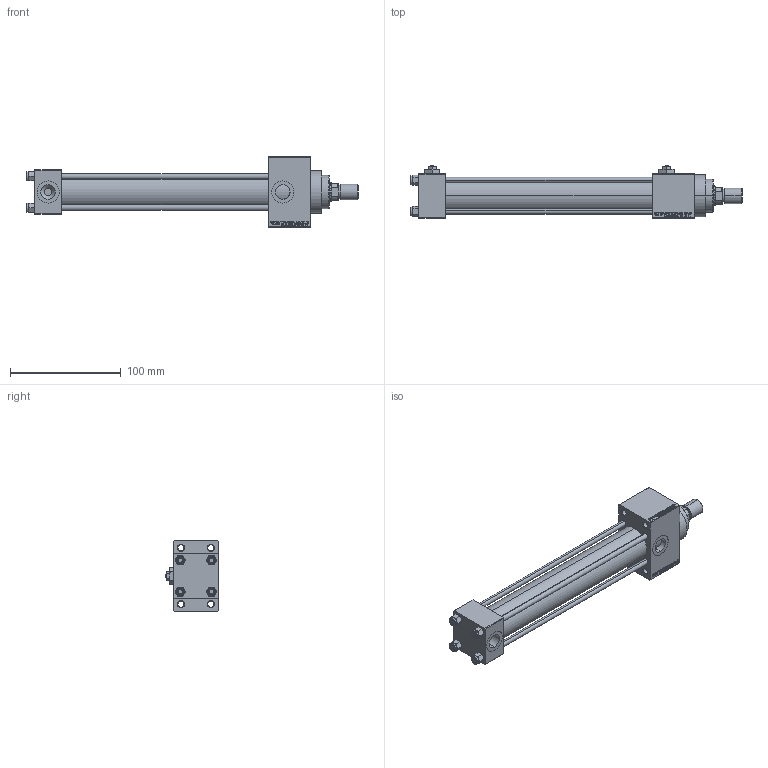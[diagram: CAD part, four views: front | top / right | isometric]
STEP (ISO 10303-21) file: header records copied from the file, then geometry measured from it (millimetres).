
FILE_DESCRIPTION (( 'STEP AP203' ), '1' );
FILE_NAME ('1617.STEP', '2025-05-26T15:22:51', ( '' ), ( '' ), 'SwSTEP 2.0', 'SolidWorks 2019', '' );
FILE_SCHEMA (( 'CONFIG_CONTROL_DESIGN' ));
Length unit declared in the file: millimetre
Products named in the file (8): ROD_END_AH f221cb0bd7f1092e04b69af2a5109a4c; V215CR_D_Body f221cb0bd7f1092e04b69af2a5109a4c; NUT_M5_D f221cb0bd7f1092e04b69af2a5109a4c; V215_VC_A f221cb0bd7f1092e04b69af2a5109a4c; V215CR_VCP_D f221cb0bd7f1092e04b69af2a5109a4c; V215CR_D_TYCINKA f221cb0bd7f1092e04b69af2a5109a4c; 1617; Zatka_pro_OIL_PORT f221cb0bd7f1092e04b69af2a5109a4c
Assembly tree (14 placements, depth 2):
  1617
    V215CR_D_Body f221cb0bd7f1092e04b69af2a5109a4c
    V215CR_VCP_D f221cb0bd7f1092e04b69af2a5109a4c
    NUT_M5_D f221cb0bd7f1092e04b69af2a5109a4c  x4
    V215CR_D_TYCINKA f221cb0bd7f1092e04b69af2a5109a4c  x4
    V215_VC_A f221cb0bd7f1092e04b69af2a5109a4c
    ROD_END_AH f221cb0bd7f1092e04b69af2a5109a4c
    Zatka_pro_OIL_PORT f221cb0bd7f1092e04b69af2a5109a4c  x2
Bounding box: 300 x 47 x 64 mm (x, y, z)
Volume: 266000.8 mm3; surface area: 108333.7 mm2
Topology: 14 solids, 14 shells, 1213 faces, 2988 edges, 1921 vertices
Faces by surface type: plane 545, bspline 368, cone 188, cylinder 102, torus 10
Entity records: 49456 total; most frequent: CARTESIAN_POINT 25670, ORIENTED_EDGE 5276, DIRECTION 3484, EDGE_CURVE 2638, VERTEX_POINT 1719, VECTOR 1554, LINE 1554, EDGE_LOOP 1191
